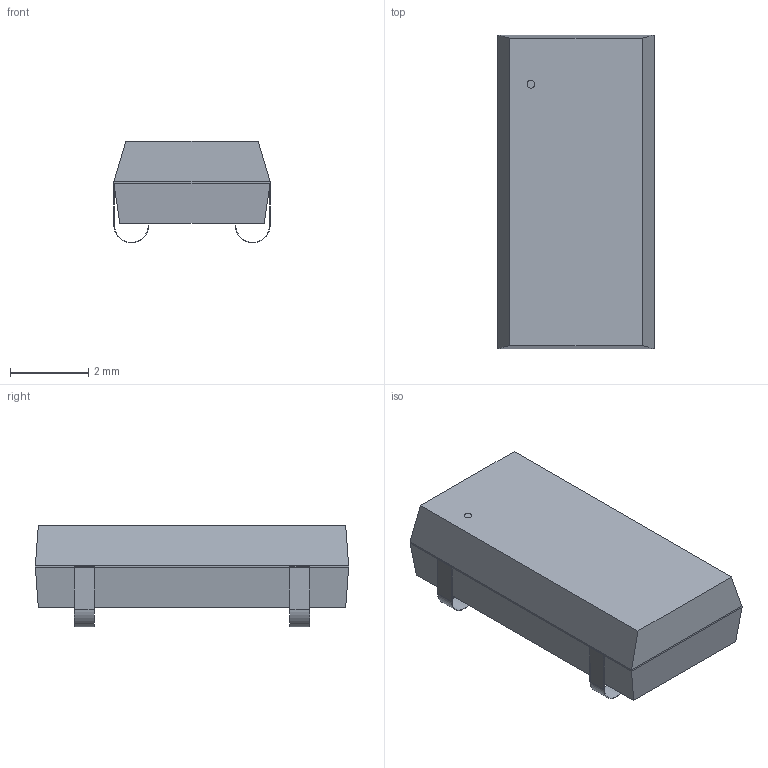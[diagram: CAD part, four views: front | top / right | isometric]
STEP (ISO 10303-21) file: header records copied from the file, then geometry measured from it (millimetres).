
FILE_DESCRIPTION(('STEP AP214'),'1');
FILE_NAME('ABS25-32_768KHZ-1-T_ABR','2024-10-06T09:58:15',(''),(''),'','','');
FILE_SCHEMA(('AUTOMOTIVE_DESIGN'));
Length unit declared in the file: millimetre
Products named in the file (1): product
Bounding box: 3.99 x 8 x 2.59 mm (x, y, z)
Volume: 62.6 mm3; surface area: 115.8 mm2
Topology: 6 solids, 6 shells, 69 faces, 127 edges, 70 vertices
Faces by surface type: plane 60, cylinder 9
Full cylindrical faces by diameter (mm): 0.199 x1
Entity records: 1725 total; most frequent: DIRECTION 278, ORIENTED_EDGE 268, CARTESIAN_POINT 151, EDGE_CURVE 126, LINE 108, VECTOR 108, AXIS2_PLACEMENT_3D 85, VERTEX_POINT 74
